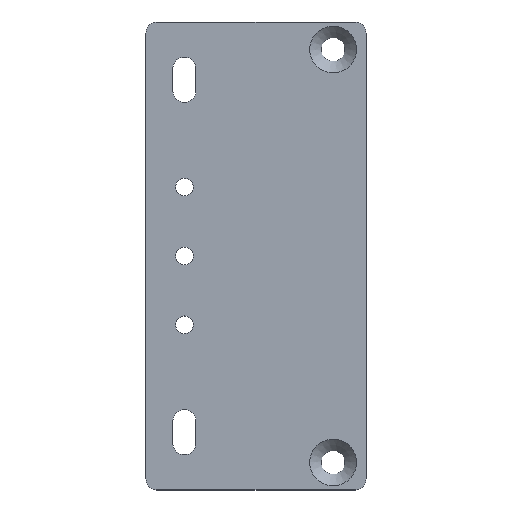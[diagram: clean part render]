
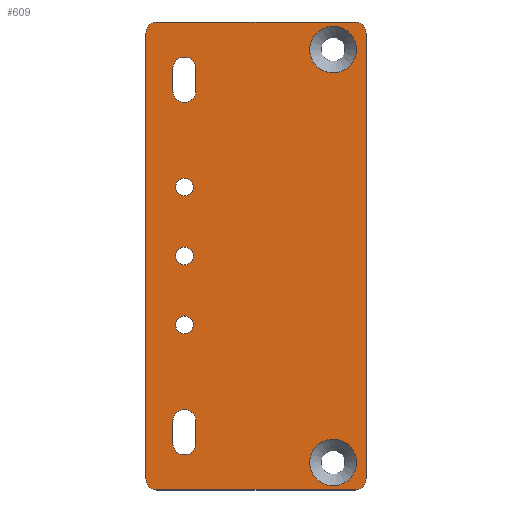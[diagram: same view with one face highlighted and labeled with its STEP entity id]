
A CAD part, top view. The second image highlights one B-rep face of the part: STEP entity #609.
In plain terms, the highlighted planar face has unit normal (0, 0, 1).
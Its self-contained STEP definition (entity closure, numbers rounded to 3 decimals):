
#22=FACE_BOUND('',#129,.T.);
#23=FACE_BOUND('',#130,.T.);
#24=FACE_BOUND('',#131,.T.);
#25=FACE_BOUND('',#132,.T.);
#26=FACE_BOUND('',#133,.T.);
#27=FACE_BOUND('',#134,.T.);
#28=FACE_BOUND('',#135,.T.);
#55=PLANE('',#688);
#88=FACE_OUTER_BOUND('',#128,.T.);
#128=EDGE_LOOP('',(#550,#551,#552,#553,#554,#555,#556,#557));
#129=EDGE_LOOP('',(#558));
#130=EDGE_LOOP('',(#559));
#131=EDGE_LOOP('',(#560));
#132=EDGE_LOOP('',(#561,#562,#563,#564));
#133=EDGE_LOOP('',(#565,#566,#567,#568));
#134=EDGE_LOOP('',(#569));
#135=EDGE_LOOP('',(#570));
#140=CIRCLE('',#634,2.1);
#154=CIRCLE('',#654,2.1);
#155=CIRCLE('',#657,2.);
#156=CIRCLE('',#660,2.);
#157=CIRCLE('',#662,2.);
#158=CIRCLE('',#665,2.);
#159=CIRCLE('',#667,1.6);
#160=CIRCLE('',#669,1.6);
#161=CIRCLE('',#671,1.6);
#162=CIRCLE('',#674,2.1);
#163=CIRCLE('',#677,2.1);
#164=CIRCLE('',#679,4.25);
#166=CIRCLE('',#683,4.25);
#177=LINE('',#901,#228);
#195=LINE('',#967,#246);
#198=LINE('',#976,#249);
#204=LINE('',#991,#255);
#210=LINE('',#1011,#261);
#211=LINE('',#1016,#262);
#217=LINE('',#1037,#268);
#218=LINE('',#1039,#269);
#228=VECTOR('',#718,10.);
#246=VECTOR('',#782,10.);
#249=VECTOR('',#791,10.);
#255=VECTOR('',#807,10.);
#261=VECTOR('',#831,10.);
#262=VECTOR('',#838,10.);
#268=VECTOR('',#866,10.);
#269=VECTOR('',#869,10.);
#278=VERTEX_POINT('',#898);
#279=VERTEX_POINT('',#900);
#280=VERTEX_POINT('',#904);
#302=VERTEX_POINT('',#959);
#303=VERTEX_POINT('',#961);
#304=VERTEX_POINT('',#965);
#305=VERTEX_POINT('',#969);
#306=VERTEX_POINT('',#970);
#307=VERTEX_POINT('',#975);
#308=VERTEX_POINT('',#979);
#309=VERTEX_POINT('',#983);
#310=VERTEX_POINT('',#984);
#311=VERTEX_POINT('',#989);
#312=VERTEX_POINT('',#993);
#313=VERTEX_POINT('',#997);
#314=VERTEX_POINT('',#1001);
#315=VERTEX_POINT('',#1005);
#316=VERTEX_POINT('',#1009);
#317=VERTEX_POINT('',#1015);
#318=VERTEX_POINT('',#1021);
#320=VERTEX_POINT('',#1029);
#335=EDGE_CURVE('',#279,#278,#177,.T.);
#338=EDGE_CURVE('',#278,#280,#140,.T.);
#365=EDGE_CURVE('',#303,#302,#154,.T.);
#368=EDGE_CURVE('',#302,#304,#195,.T.);
#369=EDGE_CURVE('',#305,#306,#155,.T.);
#372=EDGE_CURVE('',#307,#306,#198,.T.);
#374=EDGE_CURVE('',#307,#308,#156,.T.);
#376=EDGE_CURVE('',#309,#310,#157,.T.);
#380=EDGE_CURVE('',#309,#311,#204,.T.);
#381=EDGE_CURVE('',#312,#311,#158,.T.);
#384=EDGE_CURVE('',#313,#313,#159,.T.);
#386=EDGE_CURVE('',#314,#314,#160,.T.);
#388=EDGE_CURVE('',#315,#315,#161,.T.);
#390=EDGE_CURVE('',#280,#316,#210,.T.);
#391=EDGE_CURVE('',#316,#279,#162,.T.);
#392=EDGE_CURVE('',#317,#303,#211,.T.);
#394=EDGE_CURVE('',#304,#317,#163,.T.);
#395=EDGE_CURVE('',#318,#318,#164,.T.);
#399=EDGE_CURVE('',#320,#320,#166,.T.);
#403=EDGE_CURVE('',#312,#308,#217,.T.);
#404=EDGE_CURVE('',#305,#310,#218,.T.);
#550=ORIENTED_EDGE('',*,*,#369,.F.);
#551=ORIENTED_EDGE('',*,*,#404,.T.);
#552=ORIENTED_EDGE('',*,*,#376,.F.);
#553=ORIENTED_EDGE('',*,*,#380,.T.);
#554=ORIENTED_EDGE('',*,*,#381,.F.);
#555=ORIENTED_EDGE('',*,*,#403,.T.);
#556=ORIENTED_EDGE('',*,*,#374,.F.);
#557=ORIENTED_EDGE('',*,*,#372,.T.);
#558=ORIENTED_EDGE('',*,*,#384,.T.);
#559=ORIENTED_EDGE('',*,*,#386,.T.);
#560=ORIENTED_EDGE('',*,*,#388,.T.);
#561=ORIENTED_EDGE('',*,*,#335,.T.);
#562=ORIENTED_EDGE('',*,*,#338,.T.);
#563=ORIENTED_EDGE('',*,*,#390,.T.);
#564=ORIENTED_EDGE('',*,*,#391,.T.);
#565=ORIENTED_EDGE('',*,*,#392,.T.);
#566=ORIENTED_EDGE('',*,*,#365,.T.);
#567=ORIENTED_EDGE('',*,*,#368,.T.);
#568=ORIENTED_EDGE('',*,*,#394,.T.);
#569=ORIENTED_EDGE('',*,*,#395,.T.);
#570=ORIENTED_EDGE('',*,*,#399,.T.);
#609=ADVANCED_FACE('',(#88,#22,#23,#24,#25,#26,#27,#28),#55,.T.);
#634=AXIS2_PLACEMENT_3D('',#906,#723,#724);
#654=AXIS2_PLACEMENT_3D('',#962,#776,#777);
#657=AXIS2_PLACEMENT_3D('',#971,#785,#786);
#660=AXIS2_PLACEMENT_3D('',#980,#795,#796);
#662=AXIS2_PLACEMENT_3D('',#985,#800,#801);
#665=AXIS2_PLACEMENT_3D('',#994,#810,#811);
#667=AXIS2_PLACEMENT_3D('',#999,#816,#817);
#669=AXIS2_PLACEMENT_3D('',#1003,#821,#822);
#671=AXIS2_PLACEMENT_3D('',#1007,#826,#827);
#674=AXIS2_PLACEMENT_3D('',#1013,#834,#835);
#677=AXIS2_PLACEMENT_3D('',#1019,#842,#843);
#679=AXIS2_PLACEMENT_3D('',#1022,#846,#847);
#683=AXIS2_PLACEMENT_3D('',#1030,#856,#857);
#688=AXIS2_PLACEMENT_3D('',#1040,#870,#871);
#718=DIRECTION('',(0.,-1.,0.));
#723=DIRECTION('center_axis',(0.,0.,-1.));
#724=DIRECTION('ref_axis',(1.,0.,0.));
#776=DIRECTION('center_axis',(0.,0.,-1.));
#777=DIRECTION('ref_axis',(1.,0.,0.));
#782=DIRECTION('',(0.,1.,0.));
#785=DIRECTION('center_axis',(0.,0.,-1.));
#786=DIRECTION('ref_axis',(0.707,-0.707,0.));
#791=DIRECTION('',(1.,0.,0.));
#795=DIRECTION('center_axis',(0.,0.,-1.));
#796=DIRECTION('ref_axis',(-0.707,-0.707,0.));
#800=DIRECTION('center_axis',(0.,0.,-1.));
#801=DIRECTION('ref_axis',(0.707,0.707,0.));
#807=DIRECTION('',(-1.,0.,0.));
#810=DIRECTION('center_axis',(0.,0.,-1.));
#811=DIRECTION('ref_axis',(-0.707,0.707,0.));
#816=DIRECTION('center_axis',(0.,0.,-1.));
#817=DIRECTION('ref_axis',(1.,0.,0.));
#821=DIRECTION('center_axis',(0.,0.,-1.));
#822=DIRECTION('ref_axis',(1.,0.,0.));
#826=DIRECTION('center_axis',(0.,0.,-1.));
#827=DIRECTION('ref_axis',(1.,0.,0.));
#831=DIRECTION('',(0.,1.,0.));
#834=DIRECTION('center_axis',(0.,0.,-1.));
#835=DIRECTION('ref_axis',(-1.,0.,0.));
#838=DIRECTION('',(0.,-1.,0.));
#842=DIRECTION('center_axis',(0.,0.,-1.));
#843=DIRECTION('ref_axis',(-1.,0.,0.));
#846=DIRECTION('center_axis',(0.,0.,-1.));
#847=DIRECTION('ref_axis',(1.,0.,0.));
#856=DIRECTION('center_axis',(0.,0.,-1.));
#857=DIRECTION('ref_axis',(1.,0.,0.));
#866=DIRECTION('',(0.,-1.,0.));
#869=DIRECTION('',(0.,1.,0.));
#870=DIRECTION('center_axis',(0.,0.,1.));
#871=DIRECTION('ref_axis',(1.,0.,0.));
#898=CARTESIAN_POINT('',(-10.9,30.,2.5));
#900=CARTESIAN_POINT('',(-10.9,34.,2.5));
#901=CARTESIAN_POINT('',(-10.9,15.,2.5));
#904=CARTESIAN_POINT('',(-15.1,30.,2.5));
#906=CARTESIAN_POINT('Origin',(-13.,30.,2.5));
#959=CARTESIAN_POINT('',(-15.1,-34.,2.5));
#961=CARTESIAN_POINT('',(-10.9,-34.,2.5));
#962=CARTESIAN_POINT('Origin',(-13.,-34.,2.5));
#965=CARTESIAN_POINT('',(-15.1,-30.,2.5));
#967=CARTESIAN_POINT('',(-15.1,-15.,2.5));
#969=CARTESIAN_POINT('',(20.,-40.5,2.5));
#970=CARTESIAN_POINT('',(18.,-42.5,2.5));
#971=CARTESIAN_POINT('Origin',(18.,-40.5,2.5));
#975=CARTESIAN_POINT('',(-18.,-42.5,2.5));
#976=CARTESIAN_POINT('',(20.,-42.5,2.5));
#979=CARTESIAN_POINT('',(-20.,-40.5,2.5));
#980=CARTESIAN_POINT('Origin',(-18.,-40.5,2.5));
#983=CARTESIAN_POINT('',(18.,42.5,2.5));
#984=CARTESIAN_POINT('',(20.,40.5,2.5));
#985=CARTESIAN_POINT('Origin',(18.,40.5,2.5));
#989=CARTESIAN_POINT('',(-18.,42.5,2.5));
#991=CARTESIAN_POINT('',(-20.,42.5,2.5));
#993=CARTESIAN_POINT('',(-20.,40.5,2.5));
#994=CARTESIAN_POINT('Origin',(-18.,40.5,2.5));
#997=CARTESIAN_POINT('',(-14.6,0.,2.5));
#999=CARTESIAN_POINT('Origin',(-13.,0.,2.5));
#1001=CARTESIAN_POINT('',(-14.6,12.5,2.5));
#1003=CARTESIAN_POINT('Origin',(-13.,12.5,2.5));
#1005=CARTESIAN_POINT('',(-14.6,-12.5,2.5));
#1007=CARTESIAN_POINT('Origin',(-13.,-12.5,2.5));
#1009=CARTESIAN_POINT('',(-15.1,34.,2.5));
#1011=CARTESIAN_POINT('',(-15.1,17.,2.5));
#1013=CARTESIAN_POINT('Origin',(-13.,34.,2.5));
#1015=CARTESIAN_POINT('',(-10.9,-30.,2.5));
#1016=CARTESIAN_POINT('',(-10.9,-17.,2.5));
#1019=CARTESIAN_POINT('Origin',(-13.,-30.,2.5));
#1021=CARTESIAN_POINT('',(9.75,37.5,2.5));
#1022=CARTESIAN_POINT('Origin',(14.,37.5,2.5));
#1029=CARTESIAN_POINT('',(9.75,-37.5,2.5));
#1030=CARTESIAN_POINT('Origin',(14.,-37.5,2.5));
#1037=CARTESIAN_POINT('',(-20.,-42.5,2.5));
#1039=CARTESIAN_POINT('',(20.,42.5,2.5));
#1040=CARTESIAN_POINT('Origin',(0.,0.,2.5));
